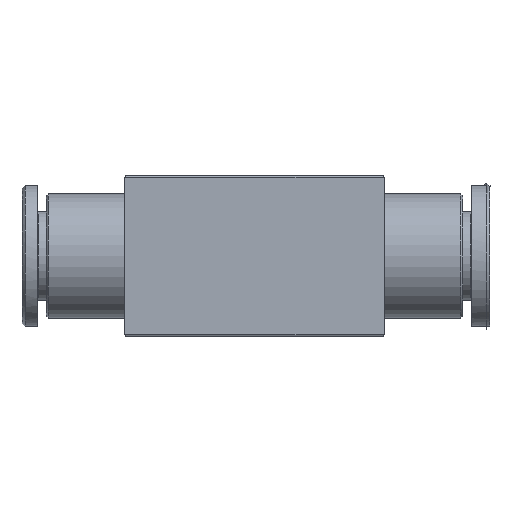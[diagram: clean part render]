
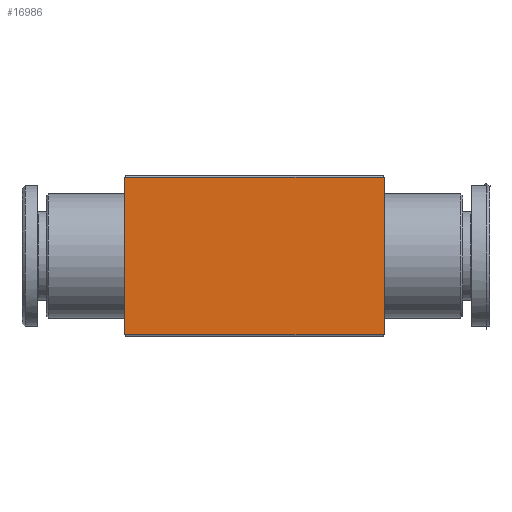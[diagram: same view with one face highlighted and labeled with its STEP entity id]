
A CAD part, front view. The second image highlights one B-rep face of the part: STEP entity #16986.
In plain terms, the highlighted planar face has unit normal (0, -1, 0).
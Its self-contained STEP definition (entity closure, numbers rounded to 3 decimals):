
#16550=CARTESIAN_POINT('',(17.0,-10.6,10.3));
#16551=VERTEX_POINT('',#16550);
#16643=CARTESIAN_POINT('',(-17.0,-10.6,10.3));
#16644=VERTEX_POINT('',#16643);
#16652=CARTESIAN_POINT('',(-17.0,-10.6,10.3));
#16653=DIRECTION('',(1.0,0.0,0.0));
#16654=VECTOR('',#16653,34.0);
#16655=LINE('',#16652,#16654);
#16656=EDGE_CURVE('',#16644,#16551,#16655,.T.);
#16864=CARTESIAN_POINT('',(-17.0,-10.6,-10.3));
#16865=VERTEX_POINT('',#16864);
#16928=CARTESIAN_POINT('',(17.0,-10.6,-10.3));
#16929=VERTEX_POINT('',#16928);
#16930=CARTESIAN_POINT('',(17.,-10.6,-10.3));
#16931=DIRECTION('',(-1.0,0.0,0.0));
#16932=VECTOR('',#16931,34.0);
#16933=LINE('',#16930,#16932);
#16934=EDGE_CURVE('',#16929,#16865,#16933,.T.);
#16965=CARTESIAN_POINT('',(-17.0,-10.6,0.0));
#16966=DIRECTION('',(0.0,-1.0,0.0));
#16967=DIRECTION('',(1.0,0.0,0.0));
#16968=AXIS2_PLACEMENT_3D('',#16965,#16966,#16967);
#16969=PLANE('',#16968);
#16970=ORIENTED_EDGE('',*,*,#16656,.F.);
#16971=CARTESIAN_POINT('',(-17.0,-10.6,10.3));
#16972=DIRECTION('',(0.0,0.0,-1.0));
#16973=VECTOR('',#16972,20.6);
#16974=LINE('',#16971,#16973);
#16975=EDGE_CURVE('',#16644,#16865,#16974,.T.);
#16976=ORIENTED_EDGE('',*,*,#16975,.T.);
#16977=ORIENTED_EDGE('',*,*,#16934,.F.);
#16978=CARTESIAN_POINT('',(17.0,-10.6,10.3));
#16979=DIRECTION('',(0.0,0.0,-1.0));
#16980=VECTOR('',#16979,20.6);
#16981=LINE('',#16978,#16980);
#16982=EDGE_CURVE('',#16551,#16929,#16981,.T.);
#16983=ORIENTED_EDGE('',*,*,#16982,.F.);
#16984=EDGE_LOOP('',(#16970,#16976,#16977,#16983));
#16985=FACE_OUTER_BOUND('',#16984,.T.);
#16986=ADVANCED_FACE('',(#16985),#16969,.T.);
